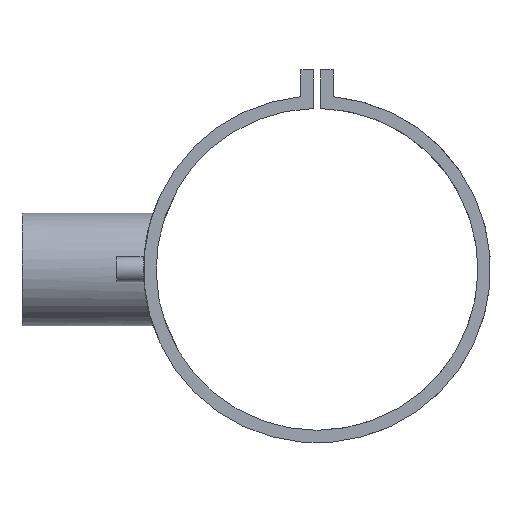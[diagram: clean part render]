
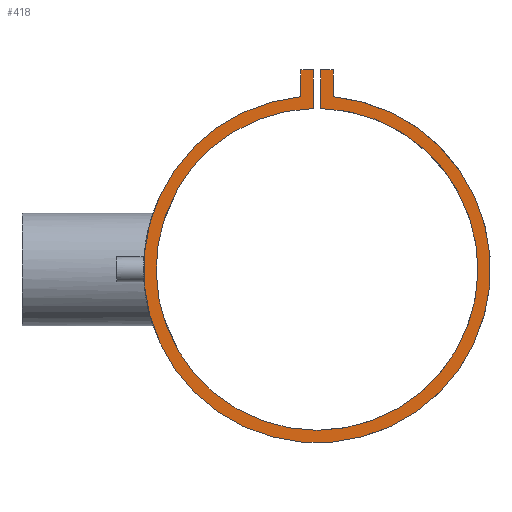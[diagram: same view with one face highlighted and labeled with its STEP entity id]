
A CAD part, left-side view. The second image highlights one B-rep face of the part: STEP entity #418.
In plain terms, the highlighted planar face has unit normal (-1, 0, 0).
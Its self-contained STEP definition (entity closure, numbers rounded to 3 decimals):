
#31 = DIRECTION ( 'NONE',  ( 0., 0., -1. ) ) ;
#60 = VERTEX_POINT ( 'NONE', #1648 ) ;
#119 = LINE ( 'NONE', #507, #1359 ) ;
#140 = CARTESIAN_POINT ( 'NONE',  ( -80., 2., 89.978 ) ) ;
#147 = DIRECTION ( 'NONE',  ( 0., 0., -1. ) ) ;
#170 = CARTESIAN_POINT ( 'NONE',  ( -80., 9., 96.582 ) ) ;
#190 = DIRECTION ( 'NONE',  ( -1., 0., 0. ) ) ;
#207 = ORIENTED_EDGE ( 'NONE', *, *, #961, .F. ) ;
#217 = ORIENTED_EDGE ( 'NONE', *, *, #1295, .F. ) ;
#228 = CARTESIAN_POINT ( 'NONE',  ( -80., -2., 111.582 ) ) ;
#250 = DIRECTION ( 'NONE',  ( 0., -1., 0. ) ) ;
#265 = EDGE_CURVE ( 'NONE', #471, #804, #356, .T. ) ;
#279 = ORIENTED_EDGE ( 'NONE', *, *, #886, .F. ) ;
#290 = VERTEX_POINT ( 'NONE', #546 ) ;
#305 = CARTESIAN_POINT ( 'NONE',  ( -80., 0., 0. ) ) ;
#306 = CARTESIAN_POINT ( 'NONE',  ( -80., 2., 111.582 ) ) ;
#308 = ORIENTED_EDGE ( 'NONE', *, *, #265, .F. ) ;
#318 = PLANE ( 'NONE',  #1553 ) ;
#335 = FACE_OUTER_BOUND ( 'NONE', #1193, .T. ) ;
#343 = VECTOR ( 'NONE', #31, 1000. ) ;
#356 = LINE ( 'NONE', #366, #948 ) ;
#366 = CARTESIAN_POINT ( 'NONE',  ( -80., 2., 111.582 ) ) ;
#387 = EDGE_CURVE ( 'NONE', #60, #1756, #1027, .T. ) ;
#418 = ADVANCED_FACE ( 'NONE', ( #335 ), #318, .F. ) ;
#437 = EDGE_CURVE ( 'NONE', #804, #60, #1726, .T. ) ;
#454 = CARTESIAN_POINT ( 'NONE',  ( -80., -2., 111.582 ) ) ;
#460 = EDGE_CURVE ( 'NONE', #878, #290, #1158, .T. ) ;
#471 = VERTEX_POINT ( 'NONE', #306 ) ;
#478 = DIRECTION ( 'NONE',  ( 1., 0., 0. ) ) ;
#499 = CIRCLE ( 'NONE', #867, 97. ) ;
#507 = CARTESIAN_POINT ( 'NONE',  ( -80., 9., 111.582 ) ) ;
#546 = CARTESIAN_POINT ( 'NONE',  ( -80., 9., 111.582 ) ) ;
#691 = VERTEX_POINT ( 'NONE', #1823 ) ;
#697 = DIRECTION ( 'NONE',  ( 0., 0., -1. ) ) ;
#799 = EDGE_CURVE ( 'NONE', #1756, #1078, #1415, .T. ) ;
#804 = VERTEX_POINT ( 'NONE', #140 ) ;
#867 = AXIS2_PLACEMENT_3D ( 'NONE', #305, #1575, #147 ) ;
#878 = VERTEX_POINT ( 'NONE', #170 ) ;
#886 = EDGE_CURVE ( 'NONE', #691, #878, #499, .T. ) ;
#892 = DIRECTION ( 'NONE',  ( 0., 0., -1. ) ) ;
#900 = CARTESIAN_POINT ( 'NONE',  ( -80., 0., 0. ) ) ;
#909 = ORIENTED_EDGE ( 'NONE', *, *, #437, .F. ) ;
#938 = ORIENTED_EDGE ( 'NONE', *, *, #799, .F. ) ;
#948 = VECTOR ( 'NONE', #697, 1000. ) ;
#961 = EDGE_CURVE ( 'NONE', #1078, #691, #1585, .T. ) ;
#991 = CARTESIAN_POINT ( 'NONE',  ( -80., -2., 111.582 ) ) ;
#1022 = DIRECTION ( 'NONE',  ( 0., 0., 1. ) ) ;
#1027 = LINE ( 'NONE', #454, #1353 ) ;
#1042 = DIRECTION ( 'NONE',  ( 0., 0., -1. ) ) ;
#1078 = VERTEX_POINT ( 'NONE', #1483 ) ;
#1084 = ORIENTED_EDGE ( 'NONE', *, *, #460, .F. ) ;
#1152 = AXIS2_PLACEMENT_3D ( 'NONE', #900, #190, #1042 ) ;
#1158 = LINE ( 'NONE', #1191, #1827 ) ;
#1191 = CARTESIAN_POINT ( 'NONE',  ( -80., 9., 111.582 ) ) ;
#1193 = EDGE_LOOP ( 'NONE', ( #279, #207, #938, #1477, #909, #308, #217, #1084 ) ) ;
#1295 = EDGE_CURVE ( 'NONE', #290, #471, #119, .T. ) ;
#1312 = CARTESIAN_POINT ( 'NONE',  ( -80., -9., 111.582 ) ) ;
#1353 = VECTOR ( 'NONE', #1022, 1000. ) ;
#1359 = VECTOR ( 'NONE', #250, 1000. ) ;
#1411 = VECTOR ( 'NONE', #1669, 1000. ) ;
#1415 = LINE ( 'NONE', #991, #1411 ) ;
#1477 = ORIENTED_EDGE ( 'NONE', *, *, #387, .F. ) ;
#1483 = CARTESIAN_POINT ( 'NONE',  ( -80., -9., 111.582 ) ) ;
#1553 = AXIS2_PLACEMENT_3D ( 'NONE', #1577, #478, #892 ) ;
#1575 = DIRECTION ( 'NONE',  ( 1., 0., 0. ) ) ;
#1577 = CARTESIAN_POINT ( 'NONE',  ( -80., 0., 0. ) ) ;
#1585 = LINE ( 'NONE', #1312, #343 ) ;
#1648 = CARTESIAN_POINT ( 'NONE',  ( -80., -2., 89.978 ) ) ;
#1669 = DIRECTION ( 'NONE',  ( 0., -1., 0. ) ) ;
#1721 = DIRECTION ( 'NONE',  ( 0., 0., 1. ) ) ;
#1726 = CIRCLE ( 'NONE', #1152, 90. ) ;
#1756 = VERTEX_POINT ( 'NONE', #228 ) ;
#1823 = CARTESIAN_POINT ( 'NONE',  ( -80., -9., 96.582 ) ) ;
#1827 = VECTOR ( 'NONE', #1721, 1000. ) ;
